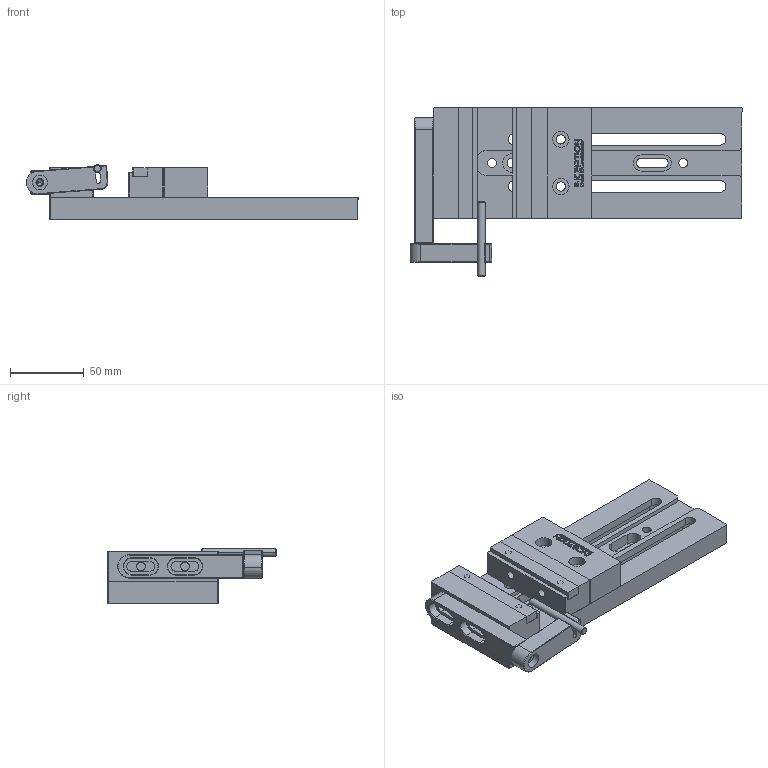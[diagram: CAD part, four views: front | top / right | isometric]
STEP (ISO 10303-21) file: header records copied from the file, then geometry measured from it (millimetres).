
FILE_DESCRIPTION (( 'STEP AP214' ), '1' );
FILE_NAME ('IS-005A.STEP', '2024-11-10T19:14:26', ( '' ), ( '' ), 'SwSTEP 2.0', 'SolidWorks 2024', '' );
FILE_SCHEMA (( 'AUTOMOTIVE_DESIGN' ));
Length unit declared in the file: inch
Products named in the file (10): G1R5 Vice Body; IS-002; G1R5 Fixed Jaw; IS-005A; IS-004A; G1R5 Jaw Insert; IS-001; IS-003; G1R5 Movable Master Jaw; G1R5 Movable Jaw Carrier
Assembly tree (10 placements, depth 3):
  IS-005A
    G1R5 Vice Body
    G1R5 Fixed Jaw
    G1R5 Movable Jaw Carrier
    G1R5 Movable Master Jaw
    G1R5 Jaw Insert  x2
    IS-004A
      IS-001
      IS-002
      IS-003
Bounding box: 225.84 x 114.58 x 36.99 mm (x, y, z)
Volume: 303873.9 mm3; surface area: 95921.7 mm2
Topology: 9 solids, 9 shells, 650 faces, 1673 edges, 1092 vertices
Faces by surface type: plane 346, cylinder 137, bspline 133, cone 34
Entity records: 20125 total; most frequent: CARTESIAN_POINT 5110, ORIENTED_EDGE 3258, DIRECTION 2667, EDGE_CURVE 1629, VERTEX_POINT 1068, VECTOR 1065, LINE 1065, AXIS2_PLACEMENT_3D 801
